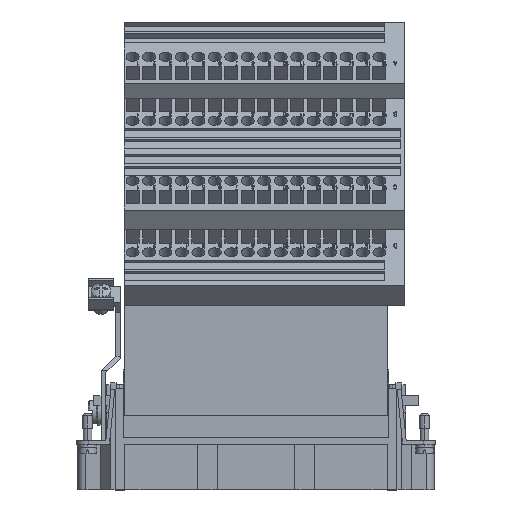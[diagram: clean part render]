
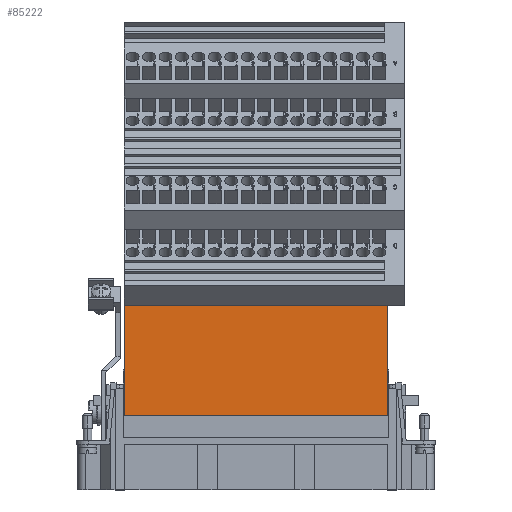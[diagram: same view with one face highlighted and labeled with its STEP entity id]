
A CAD part, top view. The second image highlights one B-rep face of the part: STEP entity #85222.
In plain terms, the highlighted planar face has unit normal (0, 0, 1).
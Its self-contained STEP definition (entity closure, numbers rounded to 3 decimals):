
#71842=CARTESIAN_POINT('',(-40.75,9.,15.5));
#71843=VERTEX_POINT('',#71842);
#71850=CARTESIAN_POINT('',(-40.75,43.0,15.5));
#71851=VERTEX_POINT('',#71850);
#71852=CARTESIAN_POINT('',(-40.75,43.0,15.5));
#71853=DIRECTION('',(0.0,-1.0,0.0));
#71854=VECTOR('',#71853,34.);
#71855=LINE('',#71852,#71854);
#71856=EDGE_CURVE('',#71851,#71843,#71855,.T.);
#84998=CARTESIAN_POINT('',(40.75,43.0,15.5));
#84999=VERTEX_POINT('',#84998);
#85000=CARTESIAN_POINT('',(-40.75,43.0,15.5));
#85001=DIRECTION('',(1.0,0.0,0.0));
#85002=VECTOR('',#85001,81.5);
#85003=LINE('',#85000,#85002);
#85004=EDGE_CURVE('',#71851,#84999,#85003,.T.);
#85182=CARTESIAN_POINT('',(40.75,9.,15.5));
#85183=VERTEX_POINT('',#85182);
#85190=CARTESIAN_POINT('',(-40.75,9.,15.5));
#85191=DIRECTION('',(1.0,0.0,0.0));
#85192=VECTOR('',#85191,81.5);
#85193=LINE('',#85190,#85192);
#85194=EDGE_CURVE('',#71843,#85183,#85193,.T.);
#85206=CARTESIAN_POINT('',(0.0,9.,15.5));
#85207=DIRECTION('',(0.0,0.0,1.0));
#85208=DIRECTION('',(1.0,0.0,0.0));
#85209=AXIS2_PLACEMENT_3D('',#85206,#85207,#85208);
#85210=PLANE('',#85209);
#85211=CARTESIAN_POINT('',(40.75,9.,15.5));
#85212=DIRECTION('',(0.0,1.0,0.0));
#85213=VECTOR('',#85212,34.);
#85214=LINE('',#85211,#85213);
#85215=EDGE_CURVE('',#85183,#84999,#85214,.T.);
#85216=ORIENTED_EDGE('',*,*,#85215,.T.);
#85217=ORIENTED_EDGE('',*,*,#85004,.F.);
#85218=ORIENTED_EDGE('',*,*,#71856,.T.);
#85219=ORIENTED_EDGE('',*,*,#85194,.T.);
#85220=EDGE_LOOP('',(#85216,#85217,#85218,#85219));
#85221=FACE_OUTER_BOUND('',#85220,.T.);
#85222=ADVANCED_FACE('',(#85221),#85210,.T.);
